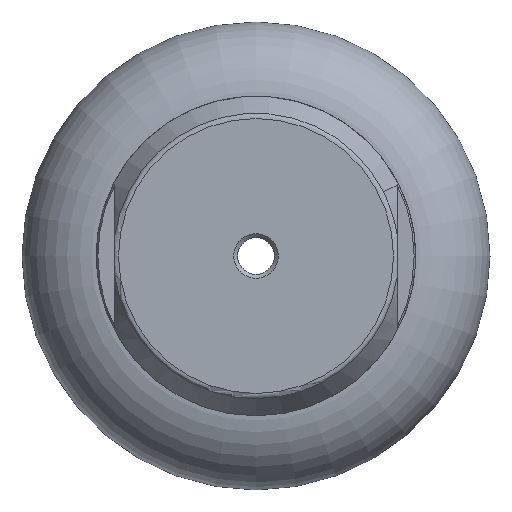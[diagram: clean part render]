
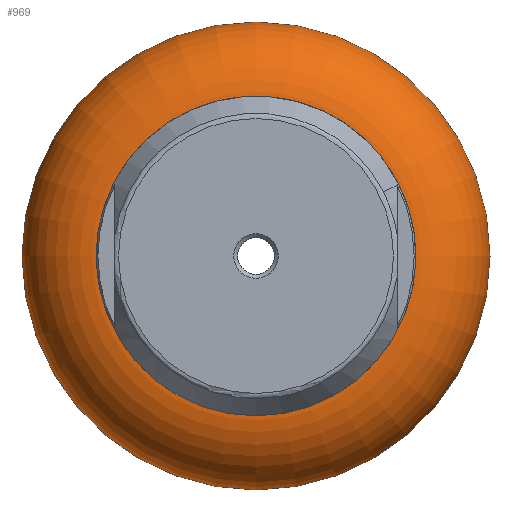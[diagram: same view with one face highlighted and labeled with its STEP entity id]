
A CAD part, front view. The second image highlights one B-rep face of the part: STEP entity #969.
In plain terms, the highlighted toroidal (fillet/blend) face has major radius 10.25 mm and minor radius 5.5 mm.
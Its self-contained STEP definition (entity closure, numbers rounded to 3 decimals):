
#140=TOROIDAL_SURFACE('',#1150,10.25,5.5);
#195=CIRCLE('',#1145,10.25);
#197=CIRCLE('',#1149,10.25);
#366=ORIENTED_EDGE('',*,*,#495,.T.);
#367=ORIENTED_EDGE('',*,*,#497,.F.);
#495=EDGE_CURVE('',#589,#589,#195,.T.);
#497=EDGE_CURVE('',#591,#591,#197,.T.);
#589=VERTEX_POINT('',#1743);
#591=VERTEX_POINT('',#1749);
#743=EDGE_LOOP('',(#366));
#744=EDGE_LOOP('',(#367));
#873=FACE_BOUND('',#743,.T.);
#874=FACE_BOUND('',#744,.T.);
#969=ADVANCED_FACE('',(#873,#874),#140,.T.);
#1145=AXIS2_PLACEMENT_3D('',#1742,#1413,#1414);
#1149=AXIS2_PLACEMENT_3D('',#1748,#1421,#1422);
#1150=AXIS2_PLACEMENT_3D('',#1750,#1423,#1424);
#1413=DIRECTION('',(0.,-1.,0.));
#1414=DIRECTION('',(0.,0.,-1.));
#1421=DIRECTION('',(0.,-1.,0.));
#1422=DIRECTION('',(0.,0.,-1.));
#1423=DIRECTION('',(0.,-1.,0.));
#1424=DIRECTION('',(0.,0.,-1.));
#1742=CARTESIAN_POINT('',(0.,5.5,0.));
#1743=CARTESIAN_POINT('',(0.,5.5,-10.25));
#1748=CARTESIAN_POINT('',(0.,-5.5,0.));
#1749=CARTESIAN_POINT('',(0.,-5.5,-10.25));
#1750=CARTESIAN_POINT('',(0.,0.,0.));
